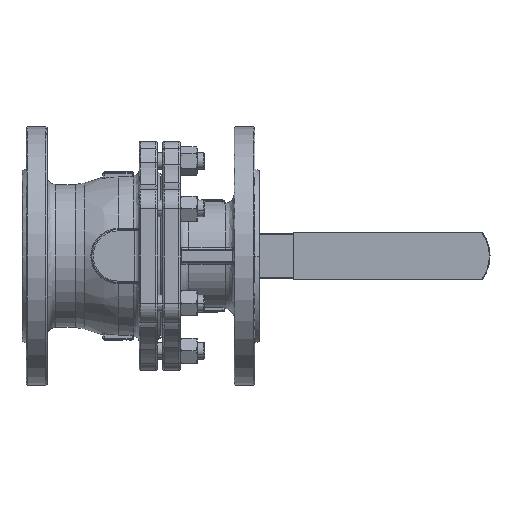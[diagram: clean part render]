
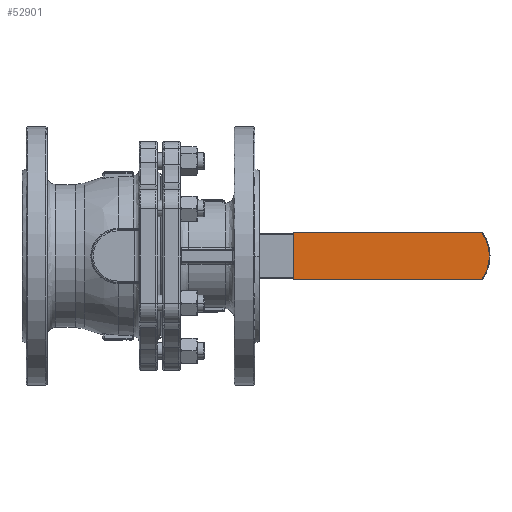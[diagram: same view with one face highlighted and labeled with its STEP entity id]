
A CAD part, front view. The second image highlights one B-rep face of the part: STEP entity #52901.
In plain terms, the highlighted planar face has unit normal (0, -1, 0).
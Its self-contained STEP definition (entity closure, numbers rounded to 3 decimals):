
#262 = CARTESIAN_POINT ( 'NONE',  ( 344.444, 134.854, 33.831 ) ) ;
#1787 = DIRECTION ( 'NONE',  ( 1., 0., 0. ) ) ;
#3182 = PLANE ( 'NONE',  #23789 ) ;
#3958 = CARTESIAN_POINT ( 'NONE',  ( 209.616, 134.854, 0.831 ) ) ;
#4044 = LINE ( 'NONE', #20523, #63638 ) ;
#4123 = DIRECTION ( 'NONE',  ( -1., 0., 0. ) ) ;
#6607 = CARTESIAN_POINT ( 'NONE',  ( 350.329, 134.854, 33.831 ) ) ;
#8886 = DIRECTION ( 'NONE',  ( 1., 0., 0. ) ) ;
#18458 = EDGE_CURVE ( 'NONE', #59471, #48049, #18729, .T. ) ;
#18729 =( BOUNDED_CURVE ( )  B_SPLINE_CURVE ( 3, ( #262, #65691, #65461, #43784 ),
 .UNSPECIFIED., .F., .F. ) 
 B_SPLINE_CURVE_WITH_KNOTS ( ( 4, 4 ),
 ( 0., 1. ),
 .UNSPECIFIED. ) 
 CURVE ( )  GEOMETRIC_REPRESENTATION_ITEM ( )  RATIONAL_B_SPLINE_CURVE ( ( 1., 0.967, 0.967, 1. ) ) 
 REPRESENTATION_ITEM ( '' )  );
#18952 = LINE ( 'NONE', #48189, #46093 ) ;
#20523 = CARTESIAN_POINT ( 'NONE',  ( 350.329, 134.854, 0.831 ) ) ;
#20896 = VERTEX_POINT ( 'NONE', #47812 ) ;
#23789 = AXIS2_PLACEMENT_3D ( 'NONE', #68574, #68808, #8886 ) ;
#25314 = EDGE_CURVE ( 'NONE', #53757, #59471, #35679, .T. ) ;
#29062 =( BOUNDED_CURVE ( )  B_SPLINE_CURVE ( 3, ( #68247, #40894, #51842, #47304 ),
 .UNSPECIFIED., .F., .F. ) 
 B_SPLINE_CURVE_WITH_KNOTS ( ( 4, 4 ),
 ( 0., 1. ),
 .UNSPECIFIED. ) 
 CURVE ( )  GEOMETRIC_REPRESENTATION_ITEM ( )  RATIONAL_B_SPLINE_CURVE ( ( 1., 0.967, 0.967, 1. ) ) 
 REPRESENTATION_ITEM ( '' )  );
#33968 = EDGE_CURVE ( 'NONE', #48049, #20896, #29062, .T. ) ;
#35679 = LINE ( 'NONE', #6607, #51044 ) ;
#37532 = CARTESIAN_POINT ( 'NONE',  ( 209.616, 134.854, 33.831 ) ) ;
#39811 = ORIENTED_EDGE ( 'NONE', *, *, #65650, .F. ) ;
#40894 = CARTESIAN_POINT ( 'NONE',  ( 349.829, 134.854, 11.349 ) ) ;
#42932 = EDGE_CURVE ( 'NONE', #58421, #53757, #18952, .T. ) ;
#43784 = CARTESIAN_POINT ( 'NONE',  ( 349.829, 134.854, 17.331 ) ) ;
#46093 = VECTOR ( 'NONE', #69855, 1000. ) ;
#47304 = CARTESIAN_POINT ( 'NONE',  ( 344.444, 134.854, 0.831 ) ) ;
#47812 = CARTESIAN_POINT ( 'NONE',  ( 344.444, 134.854, 0.831 ) ) ;
#48049 = VERTEX_POINT ( 'NONE', #67564 ) ;
#48189 = CARTESIAN_POINT ( 'NONE',  ( 209.616, 134.854, 0.331 ) ) ;
#50742 = ORIENTED_EDGE ( 'NONE', *, *, #33968, .F. ) ;
#51044 = VECTOR ( 'NONE', #1787, 1000. ) ;
#51842 = CARTESIAN_POINT ( 'NONE',  ( 347.973, 134.854, 5.662 ) ) ;
#52262 = FACE_OUTER_BOUND ( 'NONE', #69919, .T. ) ;
#52901 = ADVANCED_FACE ( 'NONE', ( #52262 ), #3182, .F. ) ;
#53757 = VERTEX_POINT ( 'NONE', #37532 ) ;
#56743 = ORIENTED_EDGE ( 'NONE', *, *, #42932, .F. ) ;
#57498 = ORIENTED_EDGE ( 'NONE', *, *, #18458, .F. ) ;
#58421 = VERTEX_POINT ( 'NONE', #3958 ) ;
#59471 = VERTEX_POINT ( 'NONE', #68297 ) ;
#63638 = VECTOR ( 'NONE', #4123, 1000. ) ;
#65461 = CARTESIAN_POINT ( 'NONE',  ( 349.829, 134.854, 23.314 ) ) ;
#65522 = ORIENTED_EDGE ( 'NONE', *, *, #25314, .F. ) ;
#65650 = EDGE_CURVE ( 'NONE', #20896, #58421, #4044, .T. ) ;
#65691 = CARTESIAN_POINT ( 'NONE',  ( 347.973, 134.854, 29.001 ) ) ;
#67564 = CARTESIAN_POINT ( 'NONE',  ( 349.829, 134.854, 17.331 ) ) ;
#68247 = CARTESIAN_POINT ( 'NONE',  ( 349.829, 134.854, 17.331 ) ) ;
#68297 = CARTESIAN_POINT ( 'NONE',  ( 344.444, 134.854, 33.831 ) ) ;
#68574 = CARTESIAN_POINT ( 'NONE',  ( 350.329, 134.854, 0.331 ) ) ;
#68808 = DIRECTION ( 'NONE',  ( 0., 1., 0. ) ) ;
#69855 = DIRECTION ( 'NONE',  ( 0., 0., 1. ) ) ;
#69919 = EDGE_LOOP ( 'NONE', ( #57498, #65522, #56743, #39811, #50742 ) ) ;
